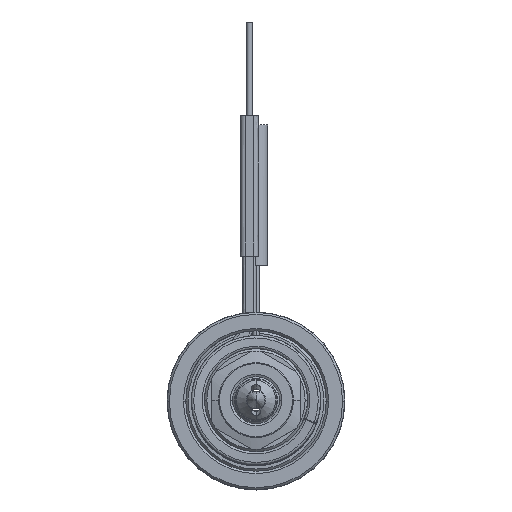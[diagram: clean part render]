
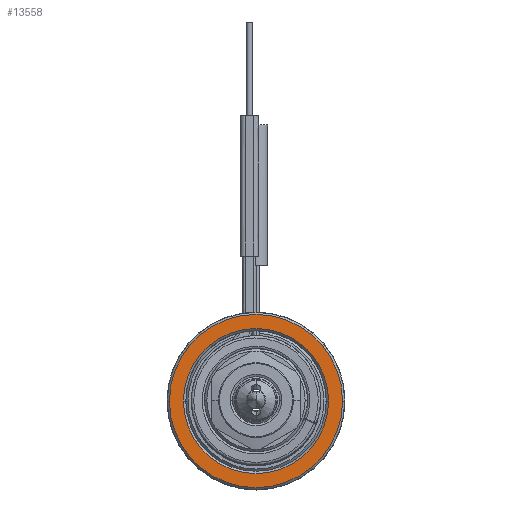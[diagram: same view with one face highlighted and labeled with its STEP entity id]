
A CAD part, top view. The second image highlights one B-rep face of the part: STEP entity #13558.
In plain terms, the highlighted planar face has unit normal (0, 0, 1).
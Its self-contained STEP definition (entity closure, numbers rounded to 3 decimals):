
#4510=CARTESIAN_POINT('',(0.,0.,
35.));
#4511=DIRECTION('',(0.,0.,-1.));
#4512=DIRECTION('',(-1.,0.,0.));
#4513=AXIS2_PLACEMENT_3D('',#4510,#4511,#4512);
#4524=CARTESIAN_POINT('',(0.,0.,
35.));
#4525=DIRECTION('',(0.,0.,-1.));
#4526=DIRECTION('',(1.,0.,0.));
#4527=AXIS2_PLACEMENT_3D('',#4524,#4525,#4526);
#4538=CARTESIAN_POINT('',(0.,0.,35.));
#4539=DIRECTION('',(0.,0.,-1.));
#4540=DIRECTION('',(1.,0.,0.));
#4541=AXIS2_PLACEMENT_3D('',#4538,#4539,#4540);
#4552=CARTESIAN_POINT('',(0.,0.,
35.));
#4553=DIRECTION('',(0.,0.,-1.));
#4554=DIRECTION('',(-1.,0.,0.));
#4555=AXIS2_PLACEMENT_3D('',#4552,#4553,#4554);
#7306=CARTESIAN_POINT('',(18.5,0.,35.));
#7307=CARTESIAN_POINT('',(-18.5,0.,
35.));
#7308=VERTEX_POINT('',#7306);
#7309=VERTEX_POINT('',#7307);
#7310=CARTESIAN_POINT('',(15.5,0.,35.));
#7311=CARTESIAN_POINT('',(-15.5,0.,35.));
#7312=VERTEX_POINT('',#7310);
#7313=VERTEX_POINT('',#7311);
#13543=CARTESIAN_POINT('',(0.,0.,35.));
#13544=DIRECTION('',(0.,0.,1.));
#13545=DIRECTION('',(-1.,0.,0.));
#13546=AXIS2_PLACEMENT_3D('',#13543,#13544,#13545);
#13547=PLANE('',#13546);
#13548=ORIENTED_EDGE('',*,*,#13525,.T.);
#13549=ORIENTED_EDGE('',*,*,#13510,.T.);
#13550=EDGE_LOOP('',(#13548,#13549));
#13551=FACE_OUTER_BOUND('',#13550,.F.);
#13553=ORIENTED_EDGE('',*,*,#13552,.F.);
#13555=ORIENTED_EDGE('',*,*,#13554,.F.);
#13556=EDGE_LOOP('',(#13553,#13555));
#13557=FACE_BOUND('',#13556,.F.);
#4514=CIRCLE('',#4513,18.5);
#4528=CIRCLE('',#4527,18.5);
#4542=CIRCLE('',#4541,15.5);
#4556=CIRCLE('',#4555,15.5);
#13510=EDGE_CURVE('',#7309,#7308,#4514,.T.);
#13525=EDGE_CURVE('',#7308,#7309,#4528,.T.);
#13552=EDGE_CURVE('',#7312,#7313,#4542,.T.);
#13554=EDGE_CURVE('',#7313,#7312,#4556,.T.);
#13558=ADVANCED_FACE('',(#13551,#13557),#13547,.T.);
